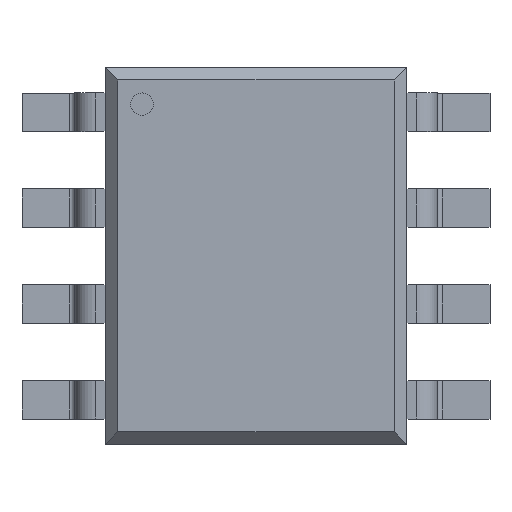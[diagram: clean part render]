
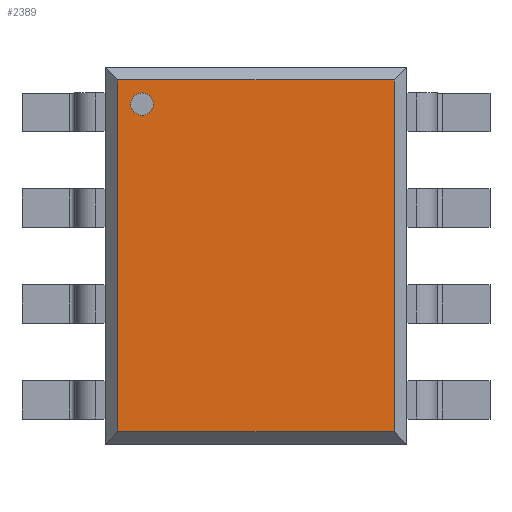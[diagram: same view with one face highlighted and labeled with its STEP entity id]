
A CAD part, top view. The second image highlights one B-rep face of the part: STEP entity #2389.
In plain terms, the highlighted planar face has unit normal (0, 0, 1).
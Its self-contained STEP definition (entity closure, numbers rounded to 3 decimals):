
#18=FACE_BOUND('',#366,.T.);
#89=CIRCLE('',#2570,0.15);
#240=FACE_OUTER_BOUND('',#365,.T.);
#365=EDGE_LOOP('',(#2035,#2036,#2037,#2038));
#366=EDGE_LOOP('',(#2039));
#612=LINE('',#3835,#869);
#617=LINE('',#3845,#874);
#619=LINE('',#3849,#876);
#622=LINE('',#3854,#879);
#869=VECTOR('',#3177,1.);
#874=VECTOR('',#3184,1.);
#876=VECTOR('',#3188,1.);
#879=VECTOR('',#3193,1.);
#1090=VERTEX_POINT('',#3828);
#1091=VERTEX_POINT('',#3833);
#1092=VERTEX_POINT('',#3834);
#1096=VERTEX_POINT('',#3844);
#1097=VERTEX_POINT('',#3848);
#1405=EDGE_CURVE('',#1090,#1090,#89,.T.);
#1406=EDGE_CURVE('',#1091,#1092,#612,.T.);
#1411=EDGE_CURVE('',#1092,#1096,#617,.T.);
#1413=EDGE_CURVE('',#1097,#1091,#619,.T.);
#1416=EDGE_CURVE('',#1096,#1097,#622,.T.);
#2035=ORIENTED_EDGE('',*,*,#1406,.F.);
#2036=ORIENTED_EDGE('',*,*,#1413,.F.);
#2037=ORIENTED_EDGE('',*,*,#1416,.F.);
#2038=ORIENTED_EDGE('',*,*,#1411,.F.);
#2039=ORIENTED_EDGE('',*,*,#1405,.T.);
#2156=PLANE('',#2578);
#2389=ADVANCED_FACE('',(#240,#18),#2156,.T.);
#2570=AXIS2_PLACEMENT_3D('',#3830,#3171,#3172);
#2578=AXIS2_PLACEMENT_3D('',#3866,#3204,#3205);
#3171=DIRECTION('center_axis',(0.,0.,-1.));
#3172=DIRECTION('ref_axis',(1.,0.,0.));
#3177=DIRECTION('',(0.,-1.,0.));
#3184=DIRECTION('',(-1.,0.,0.));
#3188=DIRECTION('',(1.,0.,0.));
#3193=DIRECTION('',(0.,1.,0.));
#3204=DIRECTION('center_axis',(0.,0.,1.));
#3205=DIRECTION('ref_axis',(1.,0.,0.));
#3828=CARTESIAN_POINT('',(-1.66,2.01,1.7));
#3830=CARTESIAN_POINT('Origin',(-1.51,2.01,1.7));
#3833=CARTESIAN_POINT('',(1.83,2.33,1.7));
#3834=CARTESIAN_POINT('',(1.83,-2.33,1.7));
#3835=CARTESIAN_POINT('',(1.83,0.,1.7));
#3844=CARTESIAN_POINT('',(-1.83,-2.33,1.7));
#3845=CARTESIAN_POINT('',(0.,-2.33,1.7));
#3848=CARTESIAN_POINT('',(-1.83,2.33,1.7));
#3849=CARTESIAN_POINT('',(0.,2.33,1.7));
#3854=CARTESIAN_POINT('',(-1.83,0.,1.7));
#3866=CARTESIAN_POINT('Origin',(0.,0.,1.7));
